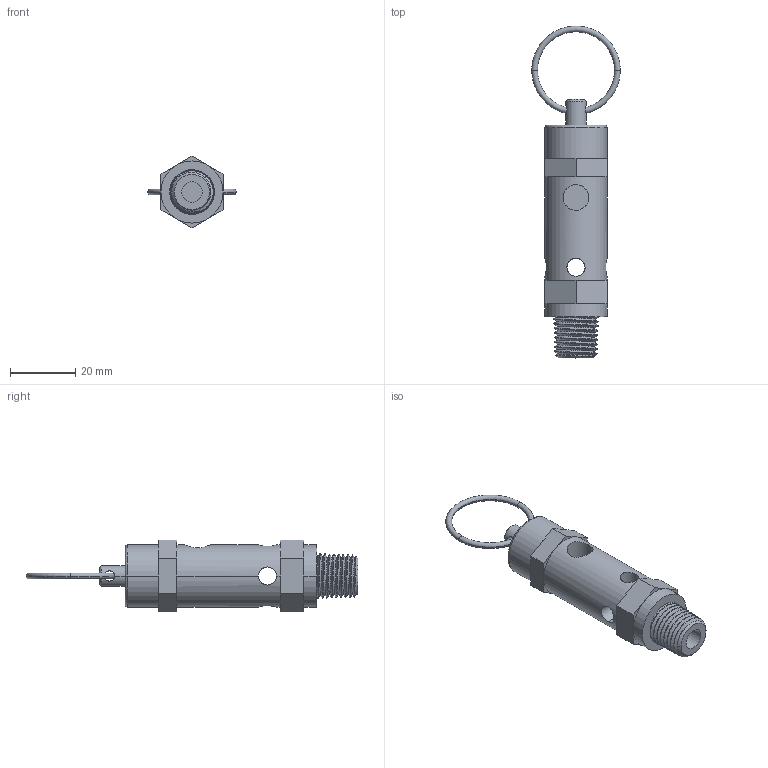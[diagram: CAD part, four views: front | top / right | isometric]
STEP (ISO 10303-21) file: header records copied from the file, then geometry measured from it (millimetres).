
FILE_DESCRIPTION (( 'STEP AP203' ), '1' );
FILE_NAME ('98905K114_ASME-Code Fast-Acting Pressure-Relief Valve.STEP', '2021-09-10T03:11:19', ( 'Administrator' ), ( 'Managed by Terraform' ), 'SwSTEP 2.0', 'SolidWorks 2017', '' );
FILE_SCHEMA (( 'CONFIG_CONTROL_DESIGN' ));
Length unit declared in the file: inch
Products named in the file (1): 98905K114_ASME-Code Fast-Acting Pressure-Relief Valve
Bounding box: 27.18 x 101.85 x 22 mm (x, y, z)
Volume: 17236.8 mm3; surface area: 6712.3 mm2
Topology: 2 solids, 2 shells, 96 faces, 370 edges, 274 vertices
Faces by surface type: plane 42, cylinder 22, cone 22, torus 6, bspline 4
Entity records: 10184 total; most frequent: CARTESIAN_POINT 7296, ORIENTED_EDGE 740, DIRECTION 405, EDGE_CURVE 370, VERTEX_POINT 274, B_SPLINE_CURVE_WITH_KNOTS 199, AXIS2_PLACEMENT_3D 149, VECTOR 107
